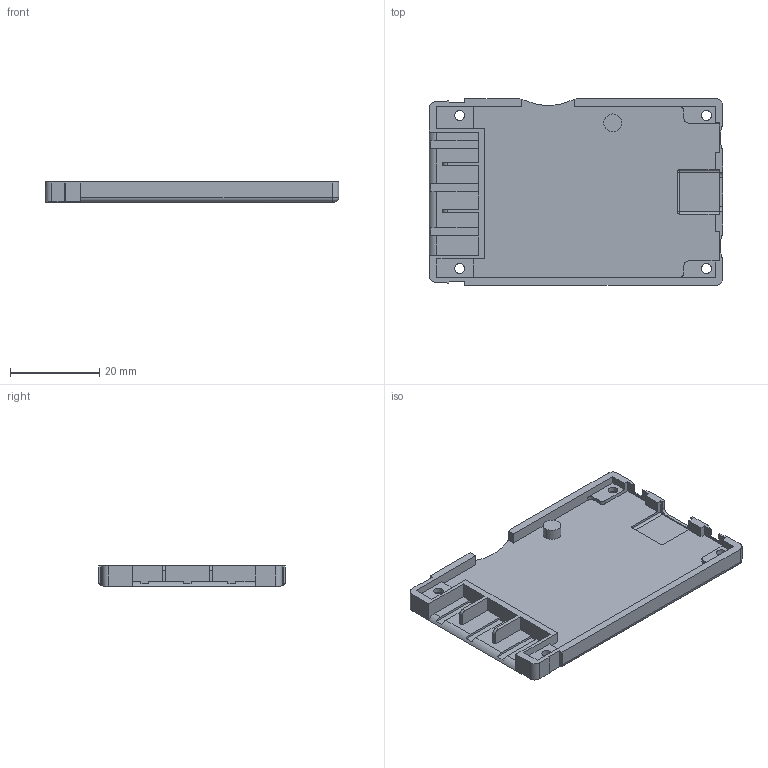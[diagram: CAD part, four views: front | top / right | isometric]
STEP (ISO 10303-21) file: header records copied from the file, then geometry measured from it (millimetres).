
FILE_DESCRIPTION(/* description */ ('Alibre Inc.'),/* implementation_level */ '2;1');
FILE_NAME(/* name */ 'export-642248F9-9344-4C50-B4DA-11088FC48706',/* time_stamp */ '2022-10-07T20:17:39-06:00',/* author */ (''),/* organization */ (''),/* preprocessor_version */ 'ST-DEVELOPER v17',/* originating_system */ 'Alibre',/* authorisation */ '');
FILE_SCHEMA (('CONFIG_CONTROL_DESIGN'));
Length unit declared in the file: millimetre
Bounding box: 66 x 41.95 x 4.5 mm (x, y, z)
Volume: 5814.1 mm3; surface area: 7154.6 mm2
Topology: 1 solids, 1 shells, 148 faces, 409 edges, 266 vertices
Faces by surface type: plane 93, cylinder 40, torus 11, sphere 2, bspline 2
Full cylindrical faces by diameter (mm): 2.2 x4, 4 x1, 4.5 x4
Entity records: 4512 total; most frequent: CARTESIAN_POINT 871, ORIENTED_EDGE 784, DIRECTION 642, EDGE_CURVE 392, VERTEX_POINT 260, VECTOR 247, LINE 247, AXIS2_PLACEMENT_3D 240
